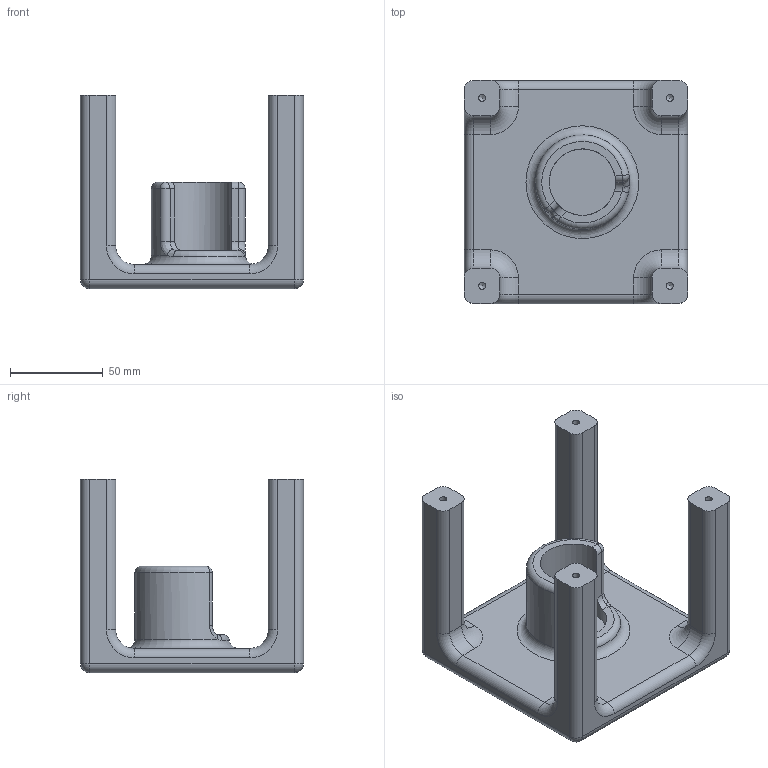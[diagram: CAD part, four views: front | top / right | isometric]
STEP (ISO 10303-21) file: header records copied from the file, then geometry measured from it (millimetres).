
FILE_DESCRIPTION(/* description */ ('STEP AP242','CAx-IF Rec.Pracs.---Representation and Presentation of Product Manufacturing Information (PMI)---4.0---2014-10-13','CAx-IF Rec.Pracs.---3D Tessellated Geometry---0.4---2014-09-14','2;1'),/* implementation_level */ '2;1');
FILE_NAME(/* name */ '649906d53a48593cd5223756',/* time_stamp */ '2023-06-26T03:32:37Z',/* author */ (''),/* organization */ (''),/* preprocessor_version */ 'ST-DEVELOPER v19.4',/* originating_system */ ' ',/* authorisation */ ' ');
FILE_SCHEMA (('AP242_MANAGED_MODEL_BASED_3D_ENGINEERING_MIM_LF { 1 0 10303 442 1 1 4 }'));
Length unit declared in the file: metre
Products named in the file (1): Part 1
Bounding box: 120 x 120 x 104 mm (x, y, z)
Volume: 339943.1 mm3; surface area: 66666.6 mm2
Topology: 1 solids, 1 shells, 96 faces, 236 edges, 137 vertices
Faces by surface type: cylinder 44, plane 23, torus 15, sphere 6, cone 4, bspline 4
Full cylindrical faces by diameter (mm): 3.797 x4, 35.7 x1
Entity records: 2744 total; most frequent: CARTESIAN_POINT 550, DIRECTION 490, ORIENTED_EDGE 422, EDGE_CURVE 211, AXIS2_PLACEMENT_3D 198, VERTEX_POINT 132, FACE_BOUND 111, EDGE_LOOP 107
